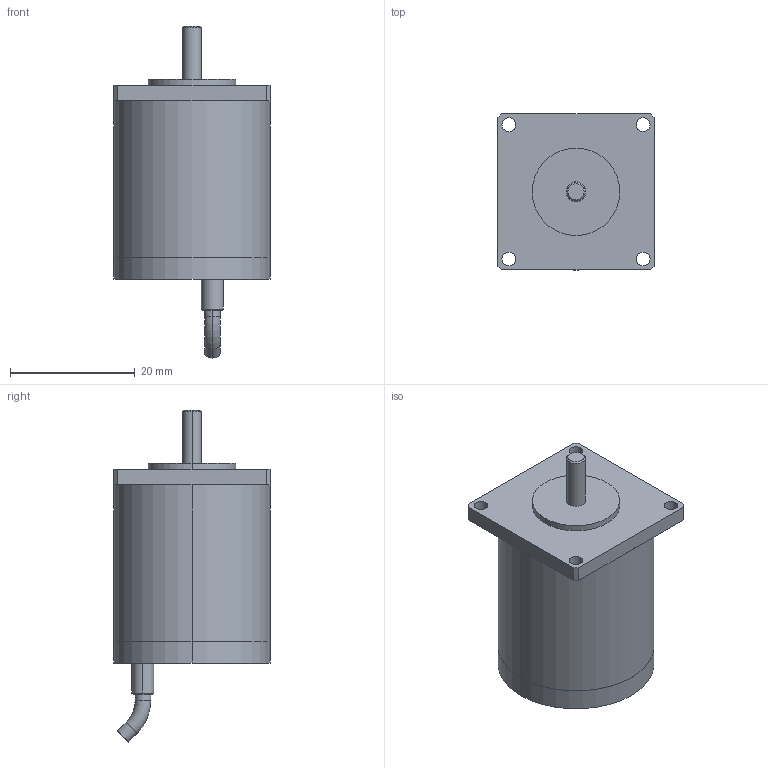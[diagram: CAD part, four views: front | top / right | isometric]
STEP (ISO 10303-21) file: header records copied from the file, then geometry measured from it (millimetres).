
FILE_DESCRIPTION (( 'STEP AP203' ), '1' );
FILE_NAME ('ZSS 25 axial.STEP', '2008-09-18T12:04:32', ( ' ' ), ( ' ' ), 'SwSTEP 2.0', 'SolidWorks 2008', '' );
FILE_SCHEMA (( 'CONFIG_CONTROL_DESIGN' ));
Length unit declared in the file: millimetre
Products named in the file (1): ZSS 25 axial
Bounding box: 25 x 25 x 53.14 mm (x, y, z)
Volume: 15808.2 mm3; surface area: 4036.7 mm2
Topology: 1 solids, 1 shells, 68 faces, 148 edges, 94 vertices
Faces by surface type: cylinder 40, plane 22, cone 4, torus 2
Entity records: 1981 total; most frequent: DIRECTION 374, CARTESIAN_POINT 311, ORIENTED_EDGE 296, AXIS2_PLACEMENT_3D 157, EDGE_CURVE 148, VERTEX_POINT 94, CIRCLE 88, EDGE_LOOP 88
